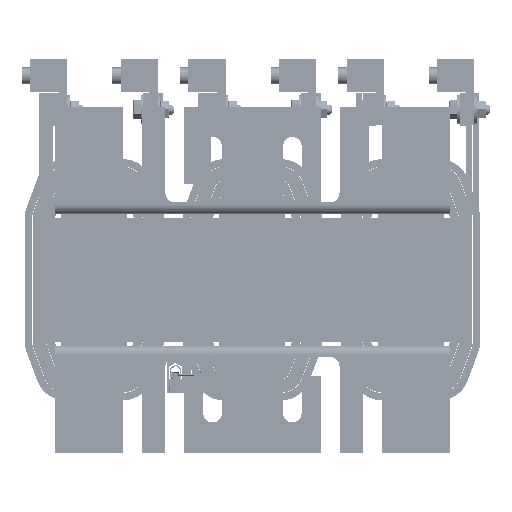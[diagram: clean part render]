
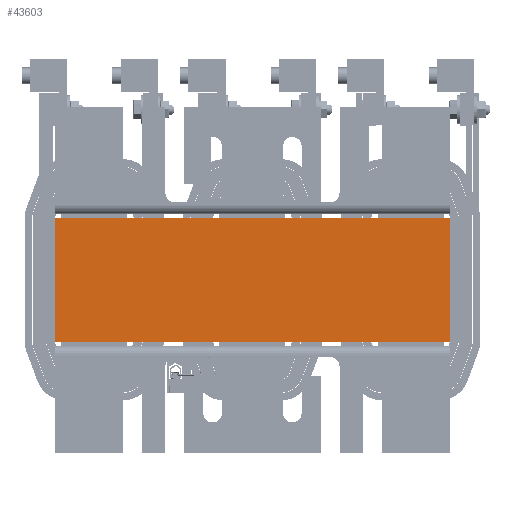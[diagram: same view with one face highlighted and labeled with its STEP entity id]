
A CAD part, front view. The second image highlights one B-rep face of the part: STEP entity #43603.
In plain terms, the highlighted planar face has unit normal (0, -1, 0).
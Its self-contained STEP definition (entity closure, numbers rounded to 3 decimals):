
#2130=PLANE('',#46906);
#3357=FACE_OUTER_BOUND('',#5798,.T.);
#5798=EDGE_LOOP('',(#29368,#29369,#29370,#29371));
#8426=LINE('',#62560,#12584);
#8428=LINE('',#62565,#12586);
#8430=LINE('',#62569,#12588);
#8431=LINE('',#62570,#12589);
#12584=VECTOR('',#50751,0.394);
#12586=VECTOR('',#50755,0.394);
#12588=VECTOR('',#50759,0.394);
#12589=VECTOR('',#50760,0.394);
#18258=VERTEX_POINT('',#62554);
#18260=VERTEX_POINT('',#62558);
#18262=VERTEX_POINT('',#62563);
#18263=VERTEX_POINT('',#62568);
#22679=EDGE_CURVE('',#18258,#18260,#8426,.T.);
#22681=EDGE_CURVE('',#18262,#18260,#8428,.T.);
#22683=EDGE_CURVE('',#18262,#18263,#8430,.T.);
#22684=EDGE_CURVE('',#18263,#18258,#8431,.T.);
#29368=ORIENTED_EDGE('',*,*,#22683,.T.);
#29369=ORIENTED_EDGE('',*,*,#22684,.T.);
#29370=ORIENTED_EDGE('',*,*,#22679,.T.);
#29371=ORIENTED_EDGE('',*,*,#22681,.F.);
#43603=ADVANCED_FACE('',(#3357),#2130,.T.);
#46906=AXIS2_PLACEMENT_3D('',#62567,#50757,#50758);
#50751=DIRECTION('',(1.,0.,0.));
#50755=DIRECTION('',(0.,0.,-1.));
#50757=DIRECTION('center_axis',(0.,-1.,0.));
#50758=DIRECTION('ref_axis',(0.,0.,-1.));
#50759=DIRECTION('',(-1.,0.,0.));
#50760=DIRECTION('',(0.,0.,-1.));
#62554=CARTESIAN_POINT('',(0.003,0.003,-1.875));
#62558=CARTESIAN_POINT('',(12.003,0.003,-1.875));
#62560=CARTESIAN_POINT('',(12.003,0.003,-1.875));
#62563=CARTESIAN_POINT('',(12.003,0.003,1.875));
#62565=CARTESIAN_POINT('',(12.003,0.003,0.));
#62567=CARTESIAN_POINT('Origin',(12.003,0.003,0.));
#62568=CARTESIAN_POINT('',(0.003,0.003,1.875));
#62569=CARTESIAN_POINT('',(12.003,0.003,1.875));
#62570=CARTESIAN_POINT('',(0.003,0.003,0.));
